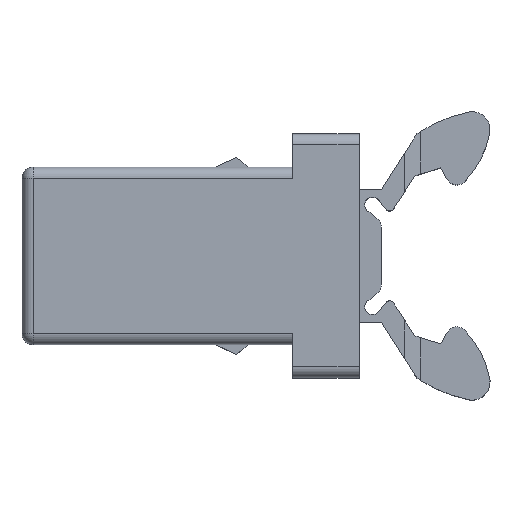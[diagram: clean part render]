
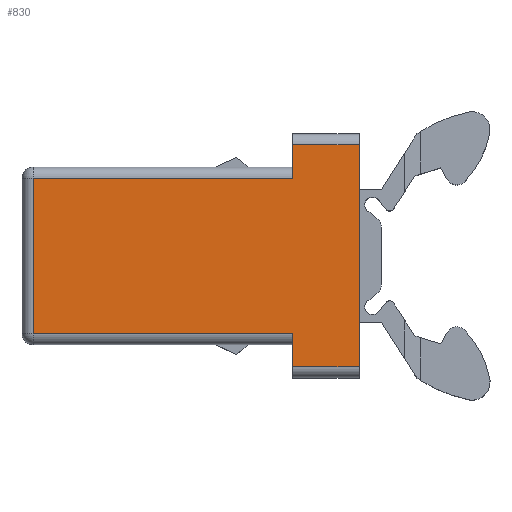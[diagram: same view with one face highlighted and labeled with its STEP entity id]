
A CAD part, top view. The second image highlights one B-rep face of the part: STEP entity #830.
In plain terms, the highlighted planar face has unit normal (0, 0, 1).
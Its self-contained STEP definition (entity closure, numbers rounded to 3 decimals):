
#274 = PLANE ( 'NONE',  #2468 ) ;
#275 = CARTESIAN_POINT ( 'NONE',  ( 0., 0., 3.5 ) ) ;
#276 = DIRECTION ( 'NONE',  ( 0., 0., -1. ) ) ;
#277 = DIRECTION ( 'NONE',  ( -1., 0., 0. ) ) ;
#335 = VECTOR ( 'NONE', #2378, 1000. ) ;
#351 = VECTOR ( 'NONE', #1204, 1000. ) ;
#356 = VECTOR ( 'NONE', #1213, 1000. ) ;
#360 = VECTOR ( 'NONE', #1223, 1000. ) ;
#447 = EDGE_CURVE ( 'NONE', #1416, #1406, #1192, .T. ) ;
#451 = EDGE_CURVE ( 'NONE', #1415, #1416, #1202, .T. ) ;
#455 = EDGE_CURVE ( 'NONE', #1414, #1415, #1211, .T. ) ;
#458 = EDGE_CURVE ( 'NONE', #1409, #1412, #1221, .T. ) ;
#461 = EDGE_CURVE ( 'NONE', #1412, #1414, #1230, .T. ) ;
#545 = EDGE_CURVE ( 'NONE', #2000, #2010, #1736, .T. ) ;
#669 = EDGE_CURVE ( 'NONE', #2010, #1409, #2376, .T. ) ;
#689 = EDGE_CURVE ( 'NONE', #1406, #2000, #2422, .T. ) ;
#830 = ADVANCED_FACE ( 'NONE', ( #2462 ), #274, .F. ) ;
#1082 = EDGE_LOOP ( 'NONE', ( #1534, #1536, #1535, #1538, #1537, #1539, #1541, #1540 ) ) ;
#1192 = LINE ( 'NONE', #1193, #1779 ) ;
#1193 = CARTESIAN_POINT ( 'NONE',  ( -3., 4., 3.5 ) ) ;
#1194 = DIRECTION ( 'NONE',  ( 0., -1., 0. ) ) ;
#1202 = LINE ( 'NONE', #1203, #351 ) ;
#1203 = CARTESIAN_POINT ( 'NONE',  ( 0., 5., 3.5 ) ) ;
#1204 = DIRECTION ( 'NONE',  ( -1., 0., 0. ) ) ;
#1211 = LINE ( 'NONE', #1212, #356 ) ;
#1212 = CARTESIAN_POINT ( 'NONE',  ( 0., 5.5, 3.5 ) ) ;
#1213 = DIRECTION ( 'NONE',  ( 0., 1., 0. ) ) ;
#1221 = LINE ( 'NONE', #1222, #360 ) ;
#1222 = CARTESIAN_POINT ( 'NONE',  ( -3., -5.5, 3.5 ) ) ;
#1223 = DIRECTION ( 'NONE',  ( 0., -1., 0. ) ) ;
#1230 = LINE ( 'NONE', #1231, #2631 ) ;
#1231 = CARTESIAN_POINT ( 'NONE',  ( 0., -5., 3.5 ) ) ;
#1232 = DIRECTION ( 'NONE',  ( 1., 0., 0. ) ) ;
#1406 = VERTEX_POINT ( 'NONE', #2785 ) ;
#1409 = VERTEX_POINT ( 'NONE', #2788 ) ;
#1412 = VERTEX_POINT ( 'NONE', #2791 ) ;
#1414 = VERTEX_POINT ( 'NONE', #2793 ) ;
#1415 = VERTEX_POINT ( 'NONE', #2794 ) ;
#1416 = VERTEX_POINT ( 'NONE', #2795 ) ;
#1534 = ORIENTED_EDGE ( 'NONE', *, *, #458, .T. ) ;
#1535 = ORIENTED_EDGE ( 'NONE', *, *, #455, .T. ) ;
#1536 = ORIENTED_EDGE ( 'NONE', *, *, #461, .T. ) ;
#1537 = ORIENTED_EDGE ( 'NONE', *, *, #447, .T. ) ;
#1538 = ORIENTED_EDGE ( 'NONE', *, *, #451, .T. ) ;
#1539 = ORIENTED_EDGE ( 'NONE', *, *, #689, .T. ) ;
#1540 = ORIENTED_EDGE ( 'NONE', *, *, #669, .T. ) ;
#1541 = ORIENTED_EDGE ( 'NONE', *, *, #545, .T. ) ;
#1736 = LINE ( 'NONE', #1737, #1954 ) ;
#1737 = CARTESIAN_POINT ( 'NONE',  ( -14.7, 0., 3.5 ) ) ;
#1738 = DIRECTION ( 'NONE',  ( 0., -1., 0. ) ) ;
#1779 = VECTOR ( 'NONE', #1194, 1000. ) ;
#1954 = VECTOR ( 'NONE', #1738, 1000. ) ;
#2000 = VERTEX_POINT ( 'NONE', #2867 ) ;
#2010 = VERTEX_POINT ( 'NONE', #2877 ) ;
#2376 = LINE ( 'NONE', #2377, #335 ) ;
#2377 = CARTESIAN_POINT ( 'NONE',  ( 0., -3.5, 3.5 ) ) ;
#2378 = DIRECTION ( 'NONE',  ( 1., 0., 0. ) ) ;
#2422 = LINE ( 'NONE', #2423, #2649 ) ;
#2423 = CARTESIAN_POINT ( 'NONE',  ( 0., 3.5, 3.5 ) ) ;
#2424 = DIRECTION ( 'NONE',  ( -1., 0., 0. ) ) ;
#2462 = FACE_OUTER_BOUND ( 'NONE', #1082, .T. ) ;
#2468 = AXIS2_PLACEMENT_3D ( 'NONE', #275, #276, #277 ) ;
#2631 = VECTOR ( 'NONE', #1232, 1000. ) ;
#2649 = VECTOR ( 'NONE', #2424, 1000. ) ;
#2785 = CARTESIAN_POINT ( 'NONE',  ( -3., 3.5, 3.5 ) ) ;
#2788 = CARTESIAN_POINT ( 'NONE',  ( -3., -3.5, 3.5 ) ) ;
#2791 = CARTESIAN_POINT ( 'NONE',  ( -3., -5., 3.5 ) ) ;
#2793 = CARTESIAN_POINT ( 'NONE',  ( 0., -5., 3.5 ) ) ;
#2794 = CARTESIAN_POINT ( 'NONE',  ( 0., 5., 3.5 ) ) ;
#2795 = CARTESIAN_POINT ( 'NONE',  ( -3., 5., 3.5 ) ) ;
#2867 = CARTESIAN_POINT ( 'NONE',  ( -14.7, 3.5, 3.5 ) ) ;
#2877 = CARTESIAN_POINT ( 'NONE',  ( -14.7, -3.5, 3.5 ) ) ;
